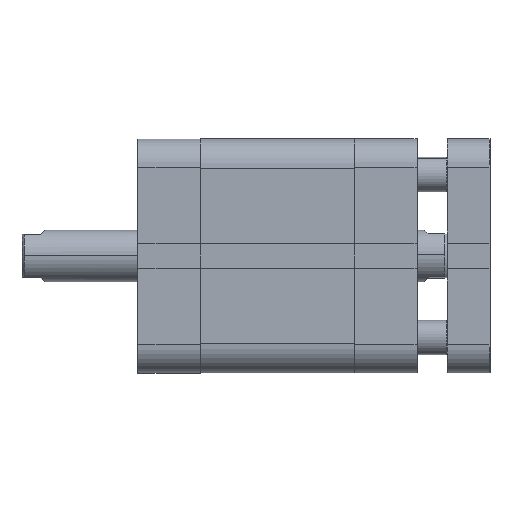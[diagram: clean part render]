
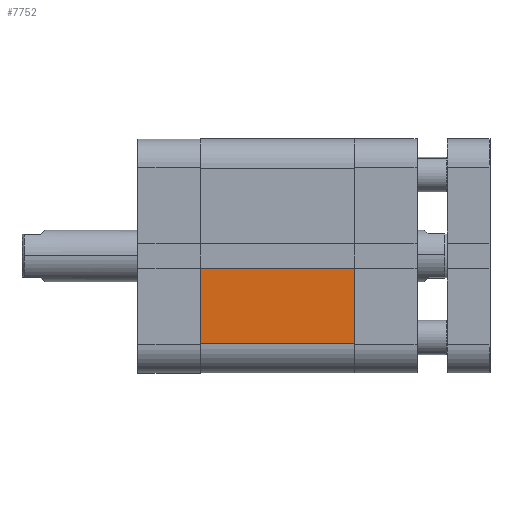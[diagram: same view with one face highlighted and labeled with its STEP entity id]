
A CAD part, front view. The second image highlights one B-rep face of the part: STEP entity #7752.
In plain terms, the highlighted planar face has unit normal (0, -1, 0).
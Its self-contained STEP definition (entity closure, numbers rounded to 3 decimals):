
#818 = ORIENTED_EDGE ( 'NONE', *, *, #7697, .T. ) ;
#1019 = LINE ( 'NONE', #15657, #23366 ) ;
#1321 = DIRECTION ( 'NONE',  ( 1., 0., 0. ) ) ;
#2725 = DIRECTION ( 'NONE',  ( 0., 1., 0. ) ) ;
#6018 = VERTEX_POINT ( 'NONE', #27838 ) ;
#6471 = DIRECTION ( 'NONE',  ( 0., 0., -1. ) ) ;
#7230 = CARTESIAN_POINT ( 'NONE',  ( 0., -27.25, -27.25 ) ) ;
#7341 = VERTEX_POINT ( 'NONE', #12793 ) ;
#7697 = EDGE_CURVE ( 'NONE', #21380, #29566, #18031, .T. ) ;
#7752 = ADVANCED_FACE ( 'NONE', ( #32691 ), #10688, .F. ) ;
#10125 = CARTESIAN_POINT ( 'NONE',  ( 36., -27.25, -20.45 ) ) ;
#10688 = PLANE ( 'NONE',  #32911 ) ;
#11086 = CARTESIAN_POINT ( 'NONE',  ( 36.001, -27.25, -2.8 ) ) ;
#11350 = DIRECTION ( 'NONE',  ( 0., 0., 1. ) ) ;
#11844 = VECTOR ( 'NONE', #1321, 1000. ) ;
#12650 = DIRECTION ( 'NONE',  ( 0., 0., -1. ) ) ;
#12793 = CARTESIAN_POINT ( 'NONE',  ( 0., -27.25, -2.8 ) ) ;
#15423 = VECTOR ( 'NONE', #12650, 1000. ) ;
#15657 = CARTESIAN_POINT ( 'NONE',  ( 36., -27.25, -27.25 ) ) ;
#18031 = LINE ( 'NONE', #10125, #11844 ) ;
#18399 = ORIENTED_EDGE ( 'NONE', *, *, #32346, .F. ) ;
#19231 = LINE ( 'NONE', #11086, #23494 ) ;
#20930 = ORIENTED_EDGE ( 'NONE', *, *, #34510, .T. ) ;
#21380 = VERTEX_POINT ( 'NONE', #35678 ) ;
#23366 = VECTOR ( 'NONE', #6471, 1000. ) ;
#23494 = VECTOR ( 'NONE', #36195, 1000. ) ;
#24953 = CARTESIAN_POINT ( 'NONE',  ( 36., -27.25, -20.45 ) ) ;
#27838 = CARTESIAN_POINT ( 'NONE',  ( 36., -27.25, -2.8 ) ) ;
#28246 = EDGE_LOOP ( 'NONE', ( #20930, #29638, #818, #18399 ) ) ;
#28913 = EDGE_CURVE ( 'NONE', #7341, #21380, #32413, .T. ) ;
#29566 = VERTEX_POINT ( 'NONE', #24953 ) ;
#29638 = ORIENTED_EDGE ( 'NONE', *, *, #28913, .T. ) ;
#31667 = CARTESIAN_POINT ( 'NONE',  ( 36., -27.25, -27.25 ) ) ;
#32346 = EDGE_CURVE ( 'NONE', #6018, #29566, #1019, .T. ) ;
#32413 = LINE ( 'NONE', #7230, #15423 ) ;
#32691 = FACE_OUTER_BOUND ( 'NONE', #28246, .T. ) ;
#32911 = AXIS2_PLACEMENT_3D ( 'NONE', #31667, #2725, #11350 ) ;
#34510 = EDGE_CURVE ( 'NONE', #6018, #7341, #19231, .T. ) ;
#35678 = CARTESIAN_POINT ( 'NONE',  ( 0., -27.25, -20.45 ) ) ;
#36195 = DIRECTION ( 'NONE',  ( -1., 0., 0. ) ) ;
